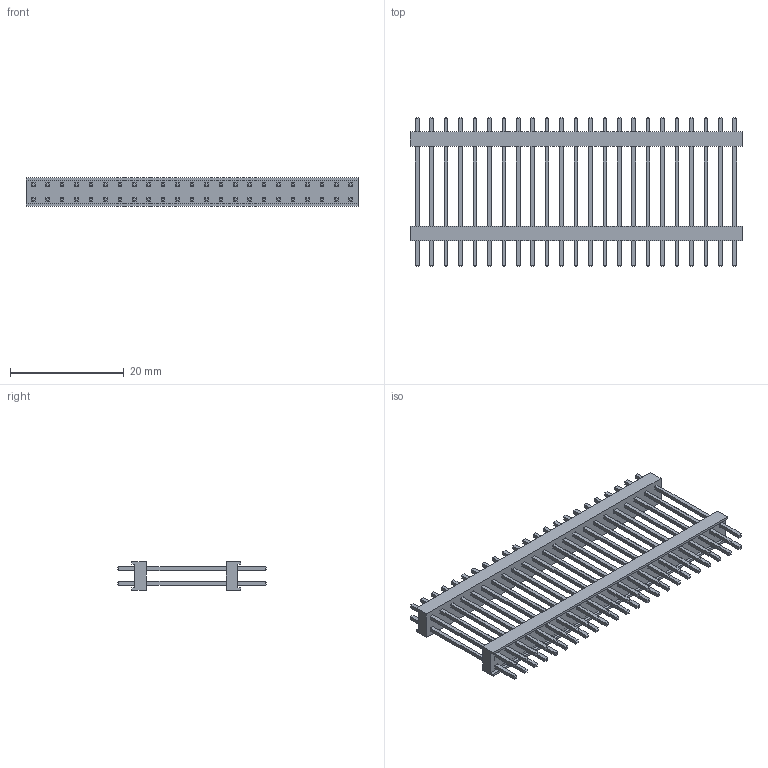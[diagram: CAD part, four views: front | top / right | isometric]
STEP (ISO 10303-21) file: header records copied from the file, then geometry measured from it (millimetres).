
FILE_DESCRIPTION(/* description */ ('STEP AP214'),/* implementation_level */ '2;1');
FILE_NAME(/* name */ 'ZW-23-12-F-D-754-178',/* time_stamp */ '2023-03-02T19:17:02+01:00',/* author */ ('License CC BY-ND 4.0'),/* organization */ ('CADENAS'),/* preprocessor_version */ 'ST-DEVELOPER v18.102',/* originating_system */ 'PARTsolutions',/* authorisation */ ' ');
FILE_SCHEMA (('AUTOMOTIVE_DESIGN {1 0 10303 214 3 1 1}'));
Length unit declared in the file: inch
Products named in the file (4): ZW-23-12-F-D-754-178; ZW-23-12-G-D-754-178_top_body; ZW-23-12-G-D-754-178_pins; ZW-23-12-G-D-754-178bbody
Assembly tree (3 placements, depth 2):
  ZW-23-12-F-D-754-178
    ZW-23-12-G-D-754-178_top_body
    ZW-23-12-G-D-754-178_pins
    ZW-23-12-G-D-754-178bbody
Bounding box: 58.42 x 26.16 x 5.08 mm (x, y, z)
Volume: 1710.6 mm3; surface area: 5774 mm2
Topology: 3 solids, 3 shells, 1218 faces, 3004 edges, 1880 vertices
Faces by surface type: plane 1218
Entity records: 35196 total; most frequent: CARTESIAN_POINT 6106, ORIENTED_EDGE 6008, DIRECTION 5448, EDGE_CURVE 3004, LINE 3004, VECTOR 3004, VERTEX_POINT 1880, EDGE_LOOP 1490
